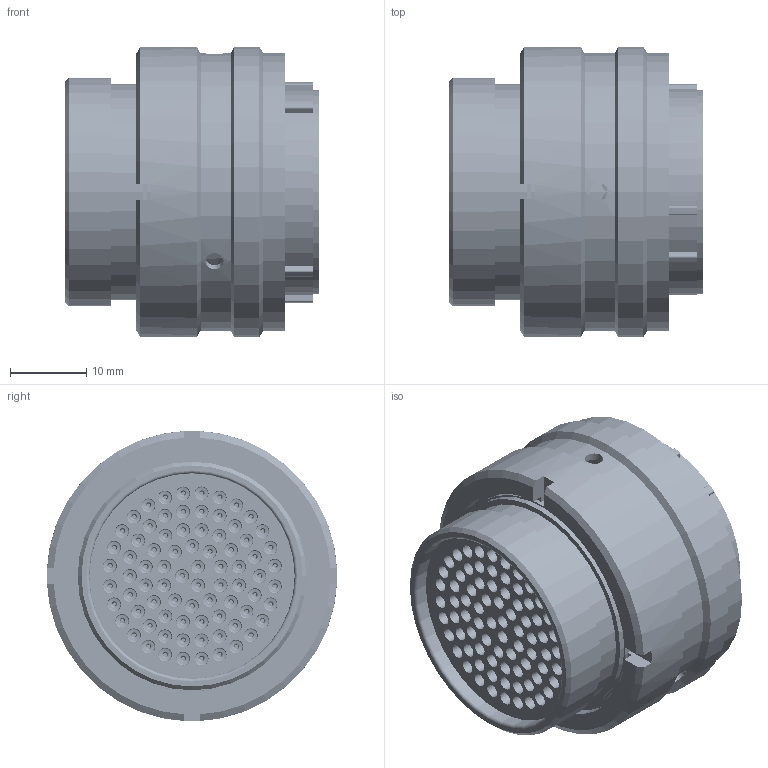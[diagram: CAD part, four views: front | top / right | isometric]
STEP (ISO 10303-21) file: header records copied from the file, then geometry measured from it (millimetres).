
FILE_DESCRIPTION (( 'STEP AP214' ), '1' );
FILE_NAME ('AS620-35SA.STEP', '2018-11-28T16:15:46', ( 'TE Connectivity' ), ( 'TE Connectivity' ), 'SwSTEP 2.0', 'SolidWorks 2016', '' );
FILE_SCHEMA (( 'AUTOMOTIVE_DESIGN' ));
Length unit declared in the file: millimetre
Products named in the file (1): AS620-35SA
Bounding box: 33.37 x 38.1 x 38.1 mm (x, y, z)
Volume: 22962 mm3; surface area: 30835.7 mm2
Topology: 9 solids, 9 shells, 5357 faces, 12001 edges, 6837 vertices
Faces by surface type: torus 2220, cylinder 1660, cone 802, plane 666, bspline 9
Entity records: 215784 total; most frequent: CARTESIAN_POINT 36489, DIRECTION 27887, ORIENTED_EDGE 23998, AXIS2_PLACEMENT_3D 12573, EDGE_CURVE 11999, CIRCLE 7224, VERTEX_POINT 6837, EDGE_LOOP 5866
